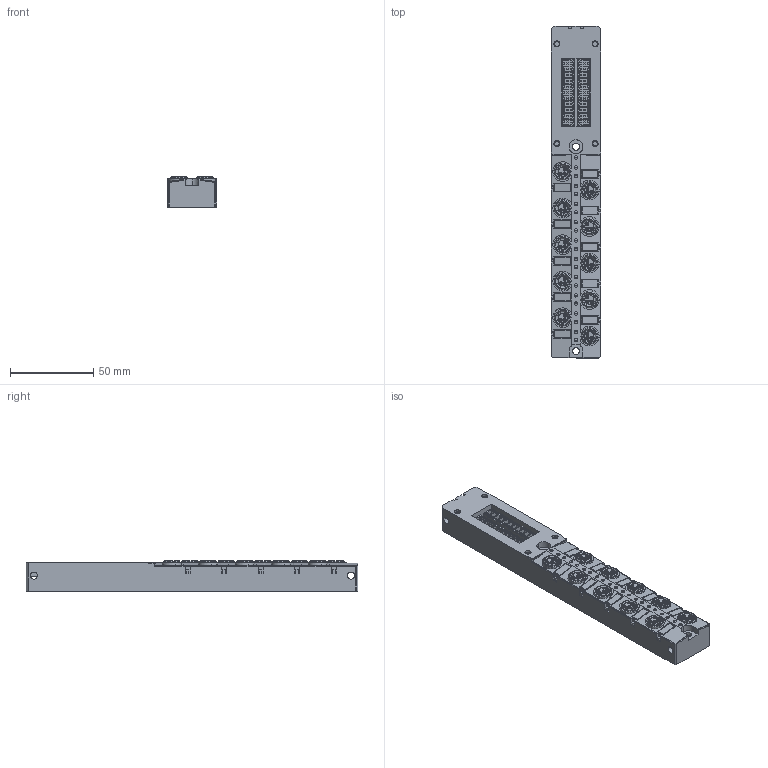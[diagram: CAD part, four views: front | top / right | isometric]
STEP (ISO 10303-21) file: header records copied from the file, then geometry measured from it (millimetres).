
FILE_DESCRIPTION(('CATIA V5 STEP Exchange','CAx-IF Rec.Pracs.--- Model Styling and Organization---1.4--- 2014-01-23'),'2;1');
FILE_NAME ('1352866-2_0_2819040000_2819040000.stp','2022-04-28T09:08:14+00:00',('none'),('Weidmueller'),'CATIA Version 5-6 Release 2016 SP3 HF44','CATIA V5 STEP AP214','none');
FILE_SCHEMA(('AUTOMOTIVE_DESIGN { 1 0 10303 214 1 1 1 1 }'));
Products named in the file (1): 2819040000
Bounding box: 30 x 199.9 x 18.2 mm (x, y, z)
Volume: 93186.3 mm3; surface area: 41707 mm2
Topology: 77 solids, 104 shells, 2768 faces, 6756 edges, 4399 vertices
Faces by surface type: plane 1565, cylinder 675, cone 334, torus 102, sphere 52, bspline 40
Entity records: 87421 total; most frequent: CARTESIAN_POINT 25903, ORIENTED_EDGE 13500, DIRECTION 10430, EDGE_CURVE 6750, VERTEX_POINT 4398, VECTOR 4187, LINE 4187, AXIS2_PLACEMENT_3D 3773
